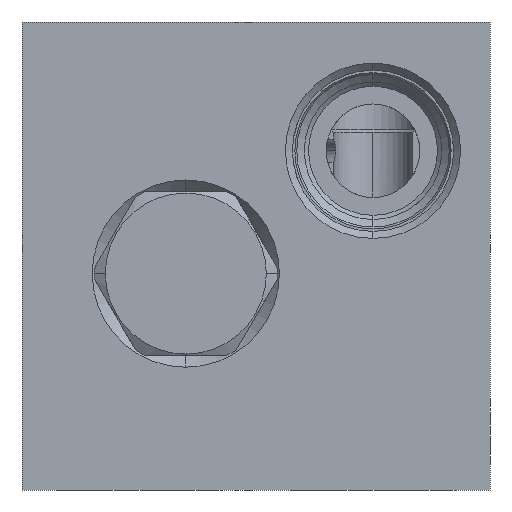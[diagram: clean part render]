
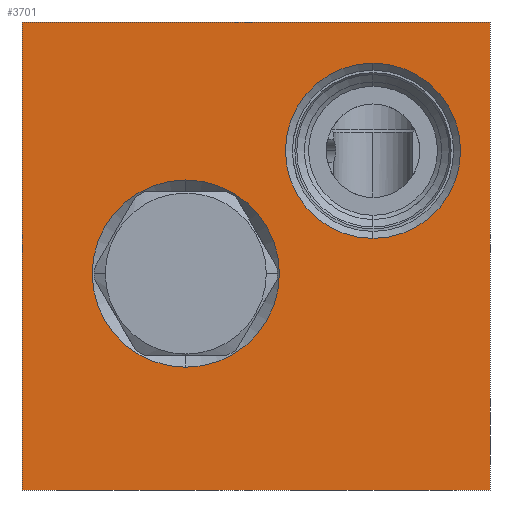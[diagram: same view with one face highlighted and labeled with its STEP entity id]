
A CAD part, front view. The second image highlights one B-rep face of the part: STEP entity #3701.
In plain terms, the highlighted planar face has unit normal (0, -1, 0).
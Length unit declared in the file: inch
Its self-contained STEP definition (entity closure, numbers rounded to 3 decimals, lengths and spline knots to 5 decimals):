
#5=DIRECTION('',(1.,0.,0.));
#6=VECTOR('',#5,2.5);
#7=CARTESIAN_POINT('',(0.,-4.,0.));
#8=LINE('',#7,#6);
#115=DIRECTION('',(0.,0.,1.));
#116=VECTOR('',#115,2.5);
#117=CARTESIAN_POINT('',(2.5,-4.,0.));
#118=LINE('',#117,#116);
#139=DIRECTION('',(0.,0.,1.));
#140=VECTOR('',#139,2.5);
#141=CARTESIAN_POINT('',(0.,-4.,0.));
#142=LINE('',#141,#140);
#143=CARTESIAN_POINT('',(1.875,-4.,1.812));
#144=DIRECTION('',(0.,1.,0.));
#145=DIRECTION('',(0.,0.,-1.));
#146=AXIS2_PLACEMENT_3D('',#143,#144,#145);
#148=CARTESIAN_POINT('',(1.875,-4.,1.812));
#149=DIRECTION('',(0.,1.,0.));
#150=DIRECTION('',(0.,0.,1.));
#151=AXIS2_PLACEMENT_3D('',#148,#149,#150);
#153=CARTESIAN_POINT('',(0.875,-4.,1.156));
#154=DIRECTION('',(0.,1.,0.));
#155=DIRECTION('',(0.,0.,-1.));
#156=AXIS2_PLACEMENT_3D('',#153,#154,#155);
#158=CARTESIAN_POINT('',(0.875,-4.,1.156));
#159=DIRECTION('',(0.,1.,0.));
#160=DIRECTION('',(0.,0.,1.));
#161=AXIS2_PLACEMENT_3D('',#158,#159,#160);
#175=DIRECTION('',(1.,0.,0.));
#176=VECTOR('',#175,2.5);
#177=CARTESIAN_POINT('',(0.,-4.,2.5));
#178=LINE('',#177,#176);
#3090=CARTESIAN_POINT('',(0.,-4.,0.));
#3092=VERTEX_POINT('',#3090);
#3093=CARTESIAN_POINT('',(2.5,-4.,0.));
#3094=VERTEX_POINT('',#3093);
#3098=CARTESIAN_POINT('',(0.,-4.,2.5));
#3100=VERTEX_POINT('',#3098);
#3101=CARTESIAN_POINT('',(2.5,-4.,2.5));
#3102=VERTEX_POINT('',#3101);
#3372=CARTESIAN_POINT('',(1.875,-4.,1.344));
#3373=CARTESIAN_POINT('',(1.875,-4.,2.28));
#3374=VERTEX_POINT('',#3372);
#3375=VERTEX_POINT('',#3373);
#3440=CARTESIAN_POINT('',(0.875,-4.,0.656));
#3441=VERTEX_POINT('',#3440);
#3442=CARTESIAN_POINT('',(0.875,-4.,1.656));
#3443=VERTEX_POINT('',#3442);
#3677=CARTESIAN_POINT('',(0.,-4.,0.));
#3678=DIRECTION('',(0.,-1.,0.));
#3679=DIRECTION('',(1.,0.,0.));
#3680=AXIS2_PLACEMENT_3D('',#3677,#3678,#3679);
#3681=PLANE('',#3680);
#3682=ORIENTED_EDGE('',*,*,#3559,.F.);
#3683=ORIENTED_EDGE('',*,*,#3608,.T.);
#3685=ORIENTED_EDGE('',*,*,#3684,.T.);
#3686=ORIENTED_EDGE('',*,*,#3657,.F.);
#3687=EDGE_LOOP('',(#3682,#3683,#3685,#3686));
#3688=FACE_OUTER_BOUND('',#3687,.F.);
#3690=ORIENTED_EDGE('',*,*,#3689,.F.);
#3692=ORIENTED_EDGE('',*,*,#3691,.F.);
#3693=EDGE_LOOP('',(#3690,#3692));
#3694=FACE_BOUND('',#3693,.F.);
#3696=ORIENTED_EDGE('',*,*,#3695,.F.);
#3698=ORIENTED_EDGE('',*,*,#3697,.F.);
#3699=EDGE_LOOP('',(#3696,#3698));
#3700=FACE_BOUND('',#3699,.F.);
#3701=ADVANCED_FACE('',(#3688,#3694,#3700),#3681,.T.);
#147=CIRCLE('',#146,0.468);
#152=CIRCLE('',#151,0.468);
#157=CIRCLE('',#156,0.5);
#162=CIRCLE('',#161,0.5);
#3559=EDGE_CURVE('',#3092,#3094,#8,.T.);
#3608=EDGE_CURVE('',#3092,#3100,#142,.T.);
#3657=EDGE_CURVE('',#3094,#3102,#118,.T.);
#3684=EDGE_CURVE('',#3100,#3102,#178,.T.);
#3689=EDGE_CURVE('',#3374,#3375,#147,.T.);
#3691=EDGE_CURVE('',#3375,#3374,#152,.T.);
#3695=EDGE_CURVE('',#3441,#3443,#157,.T.);
#3697=EDGE_CURVE('',#3443,#3441,#162,.T.);
